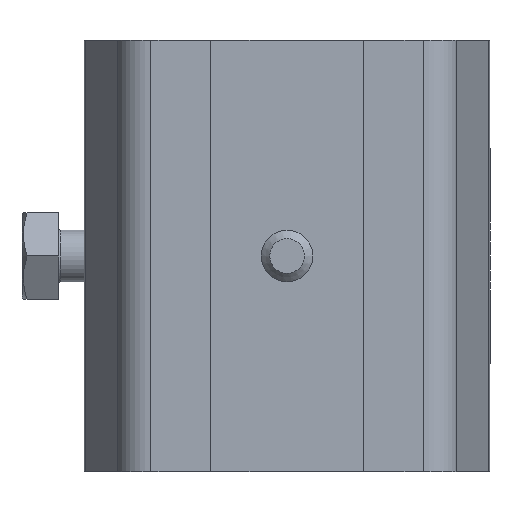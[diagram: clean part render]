
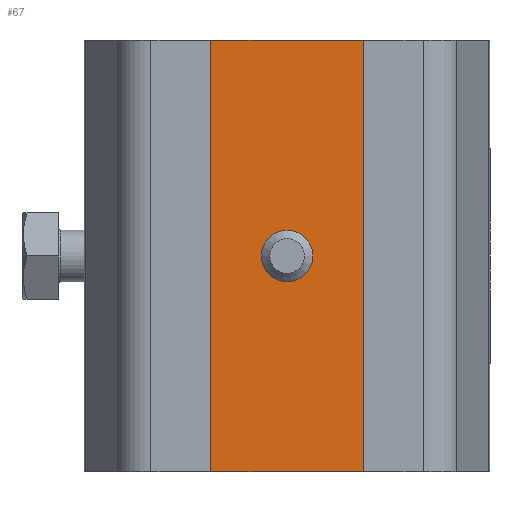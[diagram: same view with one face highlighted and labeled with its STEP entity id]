
A CAD part, front view. The second image highlights one B-rep face of the part: STEP entity #67.
In plain terms, the highlighted planar face has unit normal (0, -1, 0).
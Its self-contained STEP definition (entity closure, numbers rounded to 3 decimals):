
#67=ADVANCED_FACE('',(#1282,#1284),#1286,.F.);
#1282=FACE_BOUND('',#1283,.T.);
#1283=EDGE_LOOP('',(#2381,#2382,#2383,#2384));
#1284=FACE_BOUND('',#1285,.T.);
#1285=EDGE_LOOP('',(#2385));
#1286=PLANE('',#1287);
#1287=AXIS2_PLACEMENT_3D('',#1288,#1289,#1290);
#1288=CARTESIAN_POINT('',(0.,-16.939,0.));
#1289=DIRECTION('',(0.,1.,0.));
#1290=DIRECTION('',(1.,0.,0.));
#2381=ORIENTED_EDGE('',*,*,#2981,.T.);
#2382=ORIENTED_EDGE('',*,*,#2982,.F.);
#2383=ORIENTED_EDGE('',*,*,#2983,.T.);
#2384=ORIENTED_EDGE('',*,*,#2984,.F.);
#2385=ORIENTED_EDGE('',*,*,#2985,.F.);
#2981=EDGE_CURVE('',#3298,#3299,#3300,.T.);
#2982=EDGE_CURVE('',#3301,#3299,#3302,.T.);
#2983=EDGE_CURVE('',#3301,#3303,#3304,.T.);
#2984=EDGE_CURVE('',#3298,#3303,#3305,.T.);
#2985=EDGE_CURVE('',#3306,#3306,#3307,.T.);
#3298=VERTEX_POINT('',#3823);
#3299=VERTEX_POINT('',#3824);
#3300=LINE('',#3825,#3826);
#3301=VERTEX_POINT('',#3828);
#3302=LINE('',#3829,#3830);
#3303=VERTEX_POINT('',#3832);
#3304=LINE('',#3833,#3834);
#3305=LINE('',#3836,#3837);
#3306=VERTEX_POINT('',#3839);
#3307=CIRCLE('',#3840,3.);
#3823=CARTESIAN_POINT('',(43.,-16.939,-50.));
#3824=CARTESIAN_POINT('',(43.,-16.939,0.));
#3825=CARTESIAN_POINT('',(43.,-16.939,-50.));
#3826=VECTOR('',#3827,1.);
#3827=DIRECTION('',(0.,0.,1.));
#3828=CARTESIAN_POINT('',(4.,-16.939,0.));
#3829=CARTESIAN_POINT('',(4.,-16.939,0.));
#3830=VECTOR('',#3831,1.);
#3831=DIRECTION('',(1.,0.,0.));
#3832=CARTESIAN_POINT('',(4.,-16.939,-50.));
#3833=CARTESIAN_POINT('',(4.,-16.939,0.));
#3834=VECTOR('',#3835,1.);
#3835=DIRECTION('',(0.,0.,-1.));
#3836=CARTESIAN_POINT('',(43.,-16.939,-50.));
#3837=VECTOR('',#3838,1.);
#3838=DIRECTION('',(-1.,0.,0.));
#3839=CARTESIAN_POINT('',(22.,-16.939,-22.402));
#3840=AXIS2_PLACEMENT_3D('',#3841,#3842,#3843);
#3841=CARTESIAN_POINT('',(23.5,-16.939,-25.));
#3842=DIRECTION('',(0.,-1.,0.));
#3843=DIRECTION('',(-0.5,0.,0.866));
